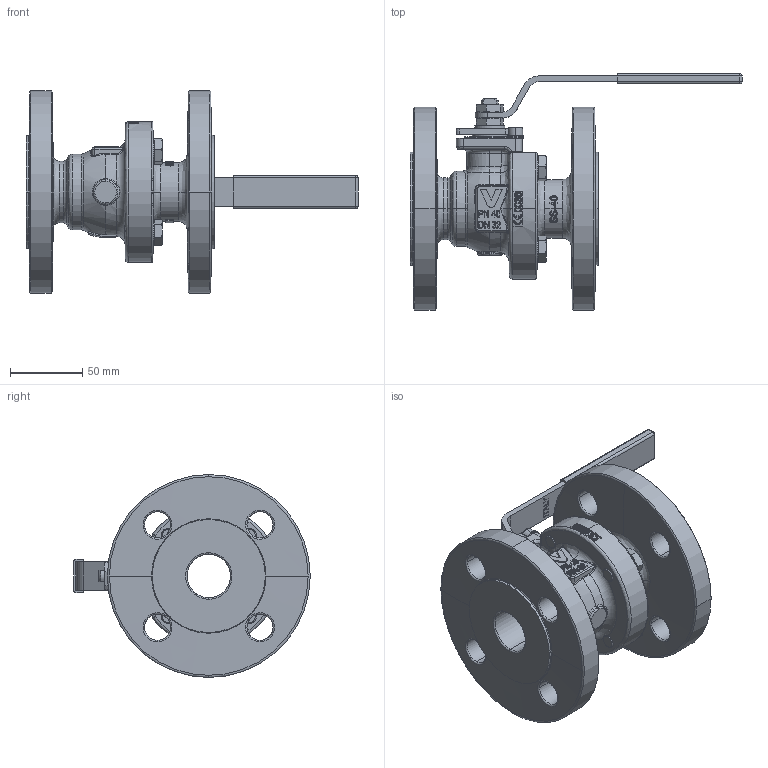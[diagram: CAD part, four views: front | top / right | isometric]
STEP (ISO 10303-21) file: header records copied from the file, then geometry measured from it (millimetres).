
FILE_DESCRIPTION (( 'STEP AP203' ), '1' );
FILE_NAME ('76000007.STEP', '2012-10-02T06:01:27', ( 'Xeon' ), ( '' ), 'SwSTEP 2.0', 'SolidWorks 2010', '' );
FILE_SCHEMA (( 'CONFIG_CONTROL_DESIGN' ));
Length unit declared in the file: millimetre
Products named in the file (1): 76000007
Bounding box: 229 x 163.15 x 140 mm (x, y, z)
Volume: 742565.7 mm3; surface area: 162704 mm2
Topology: 3 solids, 3 shells, 1159 faces, 3073 edges, 1956 vertices
Faces by surface type: bspline 396, plane 390, cylinder 222, cone 146, torus 5
Entity records: 91634 total; most frequent: CARTESIAN_POINT 65801, ORIENTED_EDGE 6098, DIRECTION 4356, EDGE_CURVE 3049, VERTEX_POINT 1956, AXIS2_PLACEMENT_3D 1598, EDGE_LOOP 1275, LINE 1160
